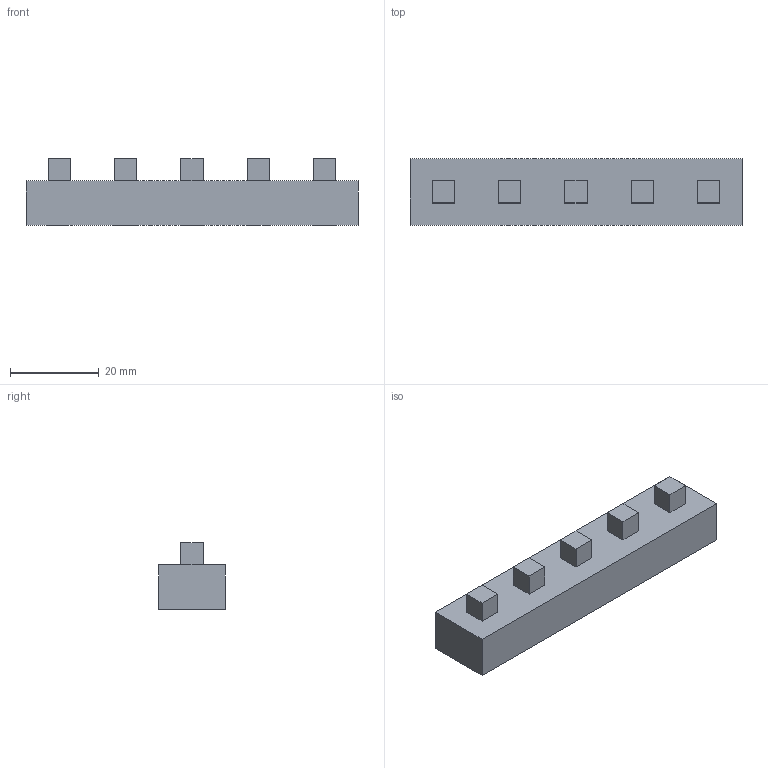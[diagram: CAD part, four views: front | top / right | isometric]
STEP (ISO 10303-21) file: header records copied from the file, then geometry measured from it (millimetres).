
FILE_DESCRIPTION(/* description */ (''),/* implementation_level */ '2;1');
FILE_NAME(/* name */ '5x1.step',/* time_stamp */ '2024-08-19T20:47:44-04:00',/* author */ (''),/* organization */ (''),/* preprocessor_version */ 'ST-DEVELOPER v20',/* originating_system */ 'Autodesk Translation Framework v13.14.0.145',/* authorisation */ '');
FILE_SCHEMA (('AUTOMOTIVE_DESIGN { 1 0 10303 214 3 1 1 }'));
Length unit declared in the file: millimetre
Products named in the file (1): 5x1
Bounding box: 75 x 15 x 15 mm (x, y, z)
Volume: 11134.4 mm3; surface area: 5103.7 mm2
Topology: 1 solids, 1 shells, 56 faces, 132 edges, 88 vertices
Faces by surface type: plane 56
Entity records: 1609 total; most frequent: CARTESIAN_POINT 277, ORIENTED_EDGE 264, DIRECTION 246, LINE 132, VECTOR 132, EDGE_CURVE 132, VERTEX_POINT 88, EDGE_LOOP 66
